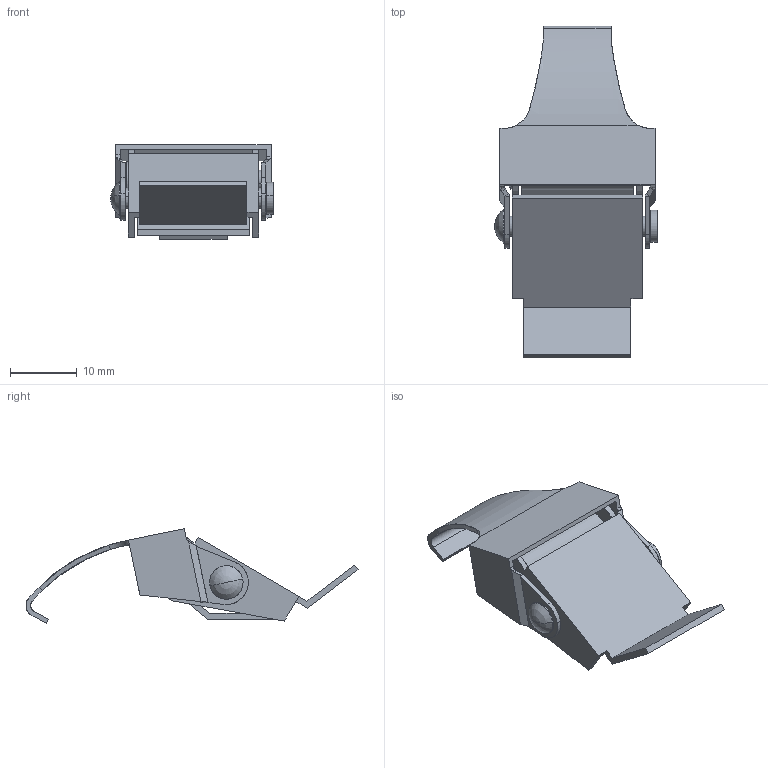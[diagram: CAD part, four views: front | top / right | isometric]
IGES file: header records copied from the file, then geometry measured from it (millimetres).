
Start section: SolidWorks IGES file using analytic representation for surfaces
Global section: file name: C-3430.IGS; native system: SolidWorks 2010; preprocessor: SolidWorks 2010; author: bmms01; date: 130606.111206; units: millimetre
Bounding box: 24.3 x 49.57 x 14.14 mm (x, y, z)
Surface area: 5002.9 mm2 (no closed solid volume)
Topology: 0 solids, 0 shells, 136 faces, 1757 edges, 1755 vertices
Faces by surface type: bspline 78, revolution 58
